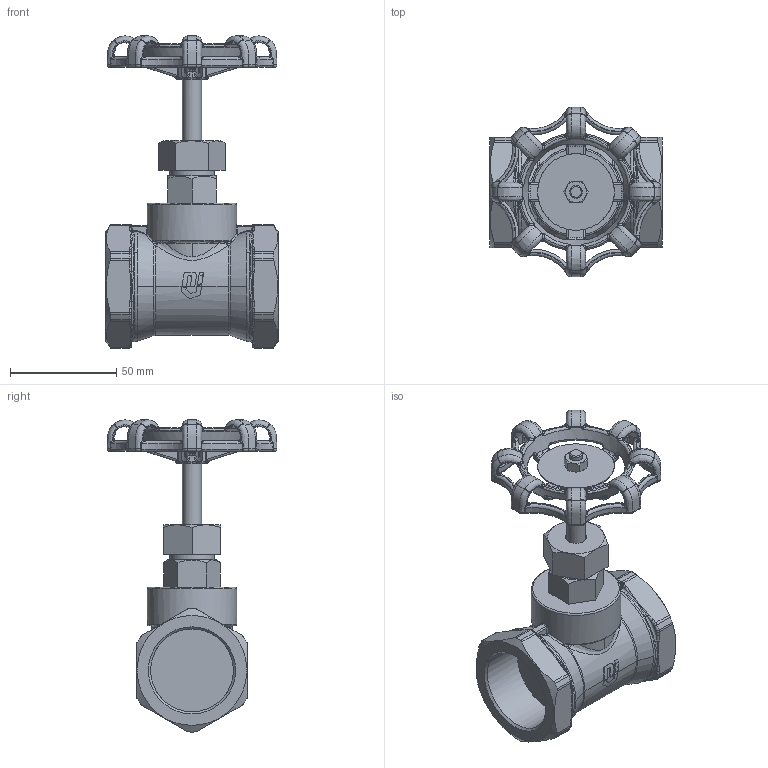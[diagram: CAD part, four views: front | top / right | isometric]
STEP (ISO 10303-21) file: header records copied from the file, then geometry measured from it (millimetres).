
FILE_DESCRIPTION(('HOOPS Exchange Step'),'2;1');
FILE_NAME('AV11_DN32.stp','2026-01-29T15:41:15+01:00',('nieru'),('Unknown organisation'),'HOOPS Exchange 2024.2','HOOPS Exchange','Unknown authorisation');
FILE_SCHEMA( ('AP203_CONFIGURATION_CONTROLLED_3D_DESIGN_OF_MECHANICAL_PARTS_AND_ASSEMBLIES_MIM_LF') );
Length unit declared in the file: millimetre
Products named in the file (2): 0; root
Assembly tree (1 placements, depth 2):
  root
    0
Bounding box: 81 x 79.79 x 146.66 mm (x, y, z)
Volume: 164721.9 mm3; surface area: 43505.2 mm2
Topology: 3 solids, 3 shells, 1536 faces, 3896 edges, 2262 vertices
Faces by surface type: bspline 1010, cylinder 204, plane 151, torus 147, cone 24
Full cylindrical faces by diameter (mm): 6 x2, 9 x1, 16 x1, 20.955 x1, 38.952 x2, 42 x1
Entity records: 165970 total; most frequent: CARTESIAN_POINT 135844, ORIENTED_EDGE 7600, DIRECTION 4128, EDGE_CURVE 3800, VERTEX_POINT 2262, B_SPLINE_CURVE_WITH_KNOTS 2049, AXIS2_PLACEMENT_3D 1848, EDGE_LOOP 1554
